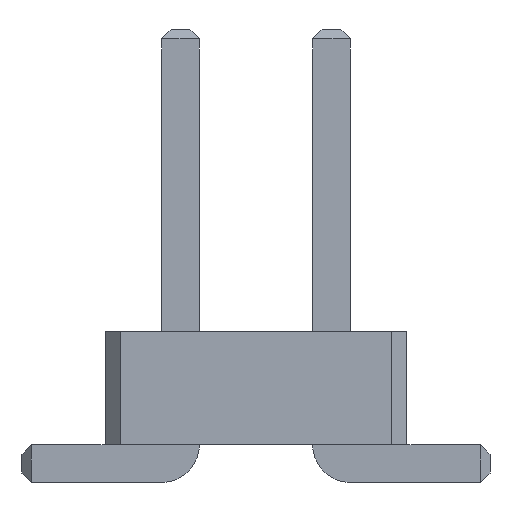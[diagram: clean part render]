
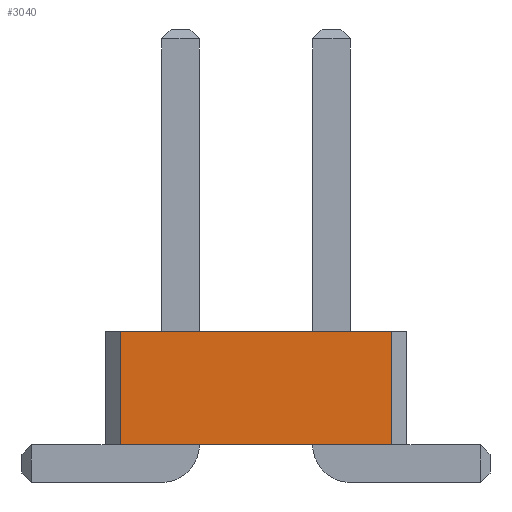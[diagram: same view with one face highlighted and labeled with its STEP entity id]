
A CAD part, front view. The second image highlights one B-rep face of the part: STEP entity #3040.
In plain terms, the highlighted planar face has unit normal (0, -1, 0).
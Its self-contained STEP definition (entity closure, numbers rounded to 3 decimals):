
#638 = VERTEX_POINT('',#639);
#639 = CARTESIAN_POINT('',(1.8,-7.,0.5));
#645 = EDGE_CURVE('',#646,#638,#648,.T.);
#646 = VERTEX_POINT('',#647);
#647 = CARTESIAN_POINT('',(-1.8,-7.,0.5));
#648 = LINE('',#649,#650);
#649 = CARTESIAN_POINT('',(-1.8,-7.,0.5));
#650 = VECTOR('',#651,1.);
#651 = DIRECTION('',(1.,0.,0.));
#1302 = VERTEX_POINT('',#1303);
#1303 = CARTESIAN_POINT('',(1.8,-7.,2.));
#1309 = EDGE_CURVE('',#1310,#1302,#1312,.T.);
#1310 = VERTEX_POINT('',#1311);
#1311 = CARTESIAN_POINT('',(-1.8,-7.,2.));
#1312 = LINE('',#1313,#1314);
#1313 = CARTESIAN_POINT('',(-1.8,-7.,2.));
#1314 = VECTOR('',#1315,1.);
#1315 = DIRECTION('',(1.,0.,0.));
#3029 = EDGE_CURVE('',#646,#1310,#3030,.T.);
#3030 = LINE('',#3031,#3032);
#3031 = CARTESIAN_POINT('',(-1.8,-7.,0.5));
#3032 = VECTOR('',#3033,1.);
#3033 = DIRECTION('',(0.,0.,1.));
#3040 = ADVANCED_FACE('',(#3041),#3052,.F.);
#3041 = FACE_BOUND('',#3042,.F.);
#3042 = EDGE_LOOP('',(#3043,#3044,#3045,#3051));
#3043 = ORIENTED_EDGE('',*,*,#3029,.T.);
#3044 = ORIENTED_EDGE('',*,*,#1309,.T.);
#3045 = ORIENTED_EDGE('',*,*,#3046,.F.);
#3046 = EDGE_CURVE('',#638,#1302,#3047,.T.);
#3047 = LINE('',#3048,#3049);
#3048 = CARTESIAN_POINT('',(1.8,-7.,0.5));
#3049 = VECTOR('',#3050,1.);
#3050 = DIRECTION('',(0.,0.,1.));
#3051 = ORIENTED_EDGE('',*,*,#645,.F.);
#3052 = PLANE('',#3053);
#3053 = AXIS2_PLACEMENT_3D('',#3054,#3055,#3056);
#3054 = CARTESIAN_POINT('',(-1.8,-7.,0.5));
#3055 = DIRECTION('',(0.,1.,0.));
#3056 = DIRECTION('',(1.,0.,0.));
